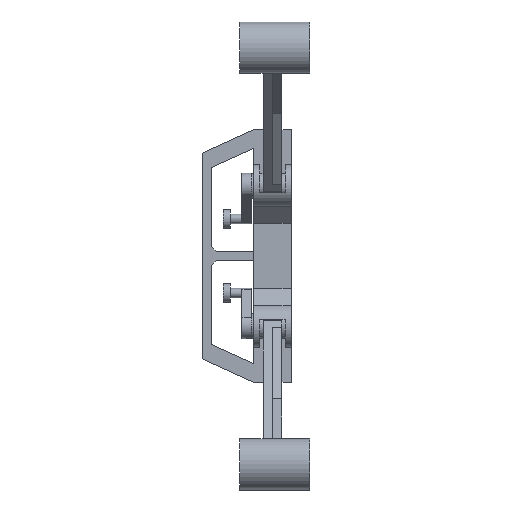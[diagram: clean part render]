
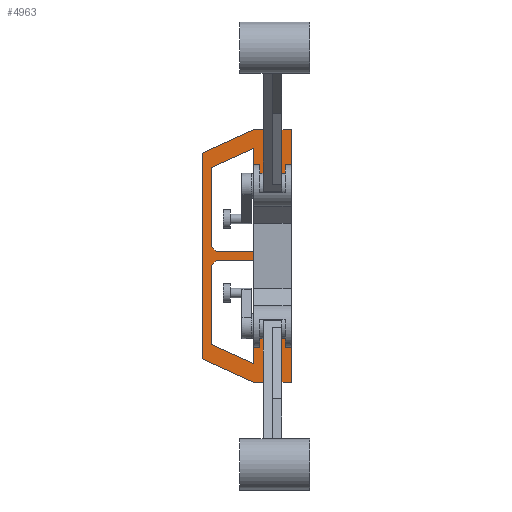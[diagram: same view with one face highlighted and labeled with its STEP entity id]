
A CAD part, left-side view. The second image highlights one B-rep face of the part: STEP entity #4963.
In plain terms, the highlighted planar face has unit normal (-1, 0, 0).
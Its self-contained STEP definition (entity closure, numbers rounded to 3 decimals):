
#351=FACE_OUTER_BOUND('',#620,.T.);
#620=EDGE_LOOP('',(#4470,#4471,#4472,#4473,#4474,#4475,#4476,#4477,#4478,
#4479,#4480,#4481,#4482,#4483,#4484,#4485,#4486,#4487,#4488,#4489));
#981=LINE('',#7781,#1533);
#985=LINE('',#7788,#1537);
#993=LINE('',#7807,#1545);
#997=LINE('',#7815,#1549);
#1000=LINE('',#7821,#1552);
#1028=LINE('',#7876,#1580);
#1033=LINE('',#7885,#1585);
#1034=LINE('',#7888,#1586);
#1037=LINE('',#7895,#1589);
#1041=LINE('',#7903,#1593);
#1044=LINE('',#7909,#1596);
#1058=LINE('',#7937,#1610);
#1064=LINE('',#7952,#1616);
#1066=LINE('',#7954,#1618);
#1143=LINE('',#8179,#1695);
#1148=LINE('',#8186,#1700);
#1156=LINE('',#8203,#1708);
#1158=LINE('',#8208,#1710);
#1168=LINE('',#8241,#1720);
#1169=LINE('',#8243,#1721);
#1533=VECTOR('',#6372,10.);
#1537=VECTOR('',#6378,10.);
#1545=VECTOR('',#6392,10.);
#1549=VECTOR('',#6398,10.);
#1552=VECTOR('',#6403,10.);
#1580=VECTOR('',#6449,10.);
#1585=VECTOR('',#6456,10.);
#1586=VECTOR('',#6459,10.);
#1589=VECTOR('',#6464,10.);
#1593=VECTOR('',#6470,10.);
#1596=VECTOR('',#6475,10.);
#1610=VECTOR('',#6497,10.);
#1616=VECTOR('',#6507,10.);
#1618=VECTOR('',#6509,10.);
#1695=VECTOR('',#6722,10.);
#1700=VECTOR('',#6727,10.);
#1708=VECTOR('',#6749,10.);
#1710=VECTOR('',#6757,10.);
#1720=VECTOR('',#6797,10.);
#1721=VECTOR('',#6800,10.);
#2199=VERTEX_POINT('',#7778);
#2200=VERTEX_POINT('',#7780);
#2202=VERTEX_POINT('',#7786);
#2209=VERTEX_POINT('',#7805);
#2210=VERTEX_POINT('',#7806);
#2213=VERTEX_POINT('',#7814);
#2215=VERTEX_POINT('',#7820);
#2233=VERTEX_POINT('',#7875);
#2236=VERTEX_POINT('',#7883);
#2237=VERTEX_POINT('',#7887);
#2239=VERTEX_POINT('',#7893);
#2240=VERTEX_POINT('',#7894);
#2243=VERTEX_POINT('',#7902);
#2245=VERTEX_POINT('',#7908);
#2255=VERTEX_POINT('',#7936);
#2262=VERTEX_POINT('',#7950);
#2341=VERTEX_POINT('',#8176);
#2342=VERTEX_POINT('',#8178);
#2343=VERTEX_POINT('',#8183);
#2344=VERTEX_POINT('',#8185);
#2831=EDGE_CURVE('',#2199,#2200,#981,.T.);
#2835=EDGE_CURVE('',#2202,#2199,#985,.T.);
#2843=EDGE_CURVE('',#2209,#2210,#993,.T.);
#2847=EDGE_CURVE('',#2213,#2210,#997,.T.);
#2850=EDGE_CURVE('',#2215,#2200,#1000,.T.);
#2878=EDGE_CURVE('',#2233,#2215,#1028,.T.);
#2883=EDGE_CURVE('',#2209,#2236,#1033,.T.);
#2884=EDGE_CURVE('',#2237,#2236,#1034,.T.);
#2887=EDGE_CURVE('',#2239,#2240,#1037,.T.);
#2891=EDGE_CURVE('',#2243,#2239,#1041,.T.);
#2894=EDGE_CURVE('',#2245,#2243,#1044,.T.);
#2910=EDGE_CURVE('',#2233,#2255,#1058,.T.);
#2918=EDGE_CURVE('',#2262,#2237,#1064,.T.);
#2920=EDGE_CURVE('',#2213,#2202,#1066,.T.);
#3035=EDGE_CURVE('',#2341,#2342,#1143,.T.);
#3040=EDGE_CURVE('',#2343,#2344,#1148,.T.);
#3050=EDGE_CURVE('',#2344,#2245,#1156,.T.);
#3052=EDGE_CURVE('',#2255,#2343,#1158,.T.);
#3068=EDGE_CURVE('',#2341,#2240,#1168,.T.);
#3069=EDGE_CURVE('',#2262,#2342,#1169,.F.);
#4470=ORIENTED_EDGE('',*,*,#3069,.T.);
#4471=ORIENTED_EDGE('',*,*,#3035,.F.);
#4472=ORIENTED_EDGE('',*,*,#3068,.T.);
#4473=ORIENTED_EDGE('',*,*,#2887,.F.);
#4474=ORIENTED_EDGE('',*,*,#2891,.F.);
#4475=ORIENTED_EDGE('',*,*,#2894,.F.);
#4476=ORIENTED_EDGE('',*,*,#3050,.F.);
#4477=ORIENTED_EDGE('',*,*,#3040,.F.);
#4478=ORIENTED_EDGE('',*,*,#3052,.F.);
#4479=ORIENTED_EDGE('',*,*,#2910,.F.);
#4480=ORIENTED_EDGE('',*,*,#2878,.T.);
#4481=ORIENTED_EDGE('',*,*,#2850,.T.);
#4482=ORIENTED_EDGE('',*,*,#2831,.F.);
#4483=ORIENTED_EDGE('',*,*,#2835,.F.);
#4484=ORIENTED_EDGE('',*,*,#2920,.F.);
#4485=ORIENTED_EDGE('',*,*,#2847,.T.);
#4486=ORIENTED_EDGE('',*,*,#2843,.F.);
#4487=ORIENTED_EDGE('',*,*,#2883,.T.);
#4488=ORIENTED_EDGE('',*,*,#2884,.F.);
#4489=ORIENTED_EDGE('',*,*,#2918,.F.);
#4726=PLANE('',#5434);
#4963=ADVANCED_FACE('',(#351),#4726,.T.);
#5434=AXIS2_PLACEMENT_3D('',#8242,#6798,#6799);
#6372=DIRECTION('',(0.,0.707,-0.707));
#6378=DIRECTION('',(0.,1.,0.));
#6392=DIRECTION('',(0.,-0.707,-0.707));
#6398=DIRECTION('',(0.,1.,0.));
#6403=DIRECTION('',(0.,0.,1.));
#6449=DIRECTION('',(0.,0.91,0.414));
#6456=DIRECTION('',(0.,0.,1.));
#6459=DIRECTION('',(0.,0.91,-0.414));
#6464=DIRECTION('',(0.,-0.91,0.414));
#6470=DIRECTION('',(0.,0.,1.));
#6475=DIRECTION('',(0.,0.91,0.414));
#6497=DIRECTION('',(0.,0.,1.));
#6507=DIRECTION('',(0.,0.,1.));
#6509=DIRECTION('',(0.,0.,-1.));
#6722=DIRECTION('',(0.,0.,-1.));
#6727=DIRECTION('',(0.,0.,-1.));
#6749=DIRECTION('',(0.,1.,0.));
#6757=DIRECTION('',(0.,-1.,0.));
#6797=DIRECTION('',(0.,1.,0.));
#6798=DIRECTION('center_axis',(-1.,0.,0.));
#6799=DIRECTION('ref_axis',(0.,0.,1.));
#6800=DIRECTION('',(0.,1.,0.));
#7778=CARTESIAN_POINT('',(-9.5,12.,-121.));
#7780=CARTESIAN_POINT('',(-9.5,13.,-122.));
#7781=CARTESIAN_POINT('',(-9.5,0.,-109.));
#7786=CARTESIAN_POINT('',(-9.5,4.,-121.));
#7788=CARTESIAN_POINT('',(-9.5,4.,-121.));
#7805=CARTESIAN_POINT('',(-9.5,13.,-118.));
#7806=CARTESIAN_POINT('',(-9.5,12.,-119.));
#7807=CARTESIAN_POINT('',(-9.5,13.5,-117.5));
#7814=CARTESIAN_POINT('',(-9.5,4.,-119.));
#7815=CARTESIAN_POINT('',(-9.5,4.,-119.));
#7820=CARTESIAN_POINT('',(-9.5,13.,-138.909));
#7821=CARTESIAN_POINT('',(-9.5,13.,-142.));
#7875=CARTESIAN_POINT('',(-9.5,4.,-143.));
#7876=CARTESIAN_POINT('',(-9.5,4.,-143.));
#7883=CARTESIAN_POINT('',(-9.5,13.,-101.091));
#7885=CARTESIAN_POINT('',(-9.5,13.,-142.));
#7887=CARTESIAN_POINT('',(-9.5,4.,-97.));
#7888=CARTESIAN_POINT('',(-9.5,4.,-97.));
#7893=CARTESIAN_POINT('',(-9.5,15.,-98.));
#7894=CARTESIAN_POINT('',(-9.5,4.,-93.));
#7895=CARTESIAN_POINT('',(-9.5,15.,-98.));
#7902=CARTESIAN_POINT('',(-9.5,15.,-142.));
#7903=CARTESIAN_POINT('',(-9.5,15.,-142.));
#7908=CARTESIAN_POINT('',(-9.5,4.,-147.));
#7909=CARTESIAN_POINT('',(-9.5,4.,-147.));
#7936=CARTESIAN_POINT('',(-9.5,4.,-135.242));
#7937=CARTESIAN_POINT('',(-9.5,4.,-133.5));
#7950=CARTESIAN_POINT('',(-9.5,4.,-104.758));
#7952=CARTESIAN_POINT('',(-9.5,4.,-106.5));
#7954=CARTESIAN_POINT('',(-9.5,4.,-113.));
#8176=CARTESIAN_POINT('',(-9.5,-4.,-93.));
#8178=CARTESIAN_POINT('',(-9.5,-4.,-104.758));
#8179=CARTESIAN_POINT('',(-9.5,-4.,-119.374));
#8183=CARTESIAN_POINT('',(-9.5,-4.,-135.242));
#8185=CARTESIAN_POINT('',(-9.5,-4.,-147.));
#8186=CARTESIAN_POINT('',(-9.5,-4.,-120.626));
#8203=CARTESIAN_POINT('',(-9.5,-9.,-147.));
#8208=CARTESIAN_POINT('',(-9.5,-2.,-135.242));
#8241=CARTESIAN_POINT('',(-9.5,-9.,-93.));
#8242=CARTESIAN_POINT('Origin',(-9.5,-9.,-93.));
#8243=CARTESIAN_POINT('',(-9.5,-3.5,-104.758));
